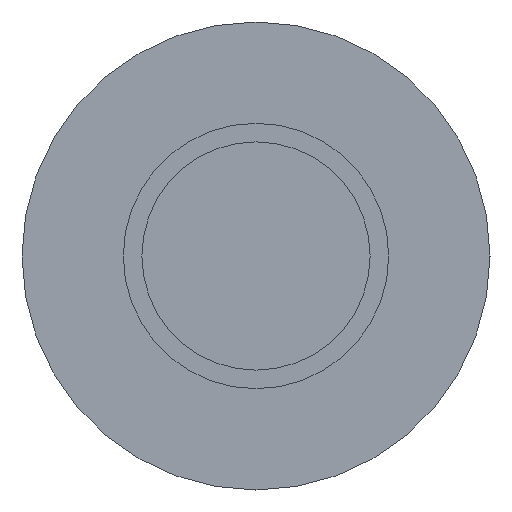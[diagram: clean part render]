
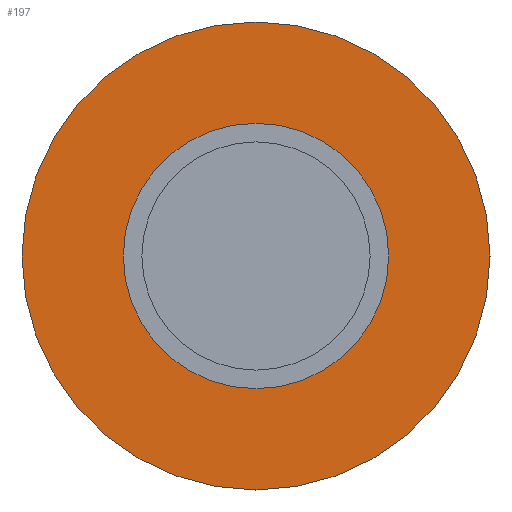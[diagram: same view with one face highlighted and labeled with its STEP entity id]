
A CAD part, left-side view. The second image highlights one B-rep face of the part: STEP entity #197.
In plain terms, the highlighted planar face has unit normal (-1, 0, 0).
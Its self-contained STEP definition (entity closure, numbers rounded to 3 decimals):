
#2 = CARTESIAN_POINT ( 'NONE',  ( -2.783, 0., -20.5 ) ) ;
#32 = CIRCLE ( 'NONE', #292, 20.5 ) ;
#53 = AXIS2_PLACEMENT_3D ( 'NONE', #308, #68, #276 ) ;
#68 = DIRECTION ( 'NONE',  ( -1., 0., 0. ) ) ;
#92 = CIRCLE ( 'NONE', #53, 11.625 ) ;
#94 = CARTESIAN_POINT ( 'NONE',  ( -2.783, 0., 20.5 ) ) ;
#99 = CARTESIAN_POINT ( 'NONE',  ( -2.783, 0., 11.625 ) ) ;
#107 = DIRECTION ( 'NONE',  ( -1., 0., 0. ) ) ;
#118 = CIRCLE ( 'NONE', #450, 20.5 ) ;
#128 = VERTEX_POINT ( 'NONE', #2 ) ;
#150 = AXIS2_PLACEMENT_3D ( 'NONE', #280, #429, #172 ) ;
#154 = VERTEX_POINT ( 'NONE', #99 ) ;
#156 = CARTESIAN_POINT ( 'NONE',  ( -2.783, 0., -11.625 ) ) ;
#159 = EDGE_CURVE ( 'NONE', #128, #213, #118, .T. ) ;
#160 = CIRCLE ( 'NONE', #174, 11.625 ) ;
#170 = CARTESIAN_POINT ( 'NONE',  ( -2.783, 0., 0. ) ) ;
#172 = DIRECTION ( 'NONE',  ( 0., 0., -1. ) ) ;
#174 = AXIS2_PLACEMENT_3D ( 'NONE', #187, #107, #362 ) ;
#178 = EDGE_LOOP ( 'NONE', ( #311, #287 ) ) ;
#187 = CARTESIAN_POINT ( 'NONE',  ( -2.783, 0., 0. ) ) ;
#195 = EDGE_CURVE ( 'NONE', #154, #250, #92, .T. ) ;
#197 = ADVANCED_FACE ( 'NONE', ( #317, #443 ), #461, .F. ) ;
#211 = DIRECTION ( 'NONE',  ( -1., 0., 0. ) ) ;
#213 = VERTEX_POINT ( 'NONE', #94 ) ;
#232 = EDGE_CURVE ( 'NONE', #250, #154, #160, .T. ) ;
#250 = VERTEX_POINT ( 'NONE', #156 ) ;
#276 = DIRECTION ( 'NONE',  ( 0., 0., 1. ) ) ;
#280 = CARTESIAN_POINT ( 'NONE',  ( -2.783, 20.5, 0. ) ) ;
#287 = ORIENTED_EDGE ( 'NONE', *, *, #232, .F. ) ;
#292 = AXIS2_PLACEMENT_3D ( 'NONE', #170, #383, #346 ) ;
#308 = CARTESIAN_POINT ( 'NONE',  ( -2.783, 0., 0. ) ) ;
#311 = ORIENTED_EDGE ( 'NONE', *, *, #195, .F. ) ;
#317 = FACE_BOUND ( 'NONE', #178, .T. ) ;
#318 = ORIENTED_EDGE ( 'NONE', *, *, #376, .T. ) ;
#346 = DIRECTION ( 'NONE',  ( 0., 0., 1. ) ) ;
#362 = DIRECTION ( 'NONE',  ( 0., 0., 1. ) ) ;
#376 = EDGE_CURVE ( 'NONE', #213, #128, #32, .T. ) ;
#383 = DIRECTION ( 'NONE',  ( -1., 0., 0. ) ) ;
#407 = EDGE_LOOP ( 'NONE', ( #318, #435 ) ) ;
#429 = DIRECTION ( 'NONE',  ( 1., 0., 0. ) ) ;
#433 = DIRECTION ( 'NONE',  ( 0., 0., 1. ) ) ;
#435 = ORIENTED_EDGE ( 'NONE', *, *, #159, .T. ) ;
#443 = FACE_OUTER_BOUND ( 'NONE', #407, .T. ) ;
#450 = AXIS2_PLACEMENT_3D ( 'NONE', #465, #211, #433 ) ;
#461 = PLANE ( 'NONE',  #150 ) ;
#465 = CARTESIAN_POINT ( 'NONE',  ( -2.783, 0., 0. ) ) ;
